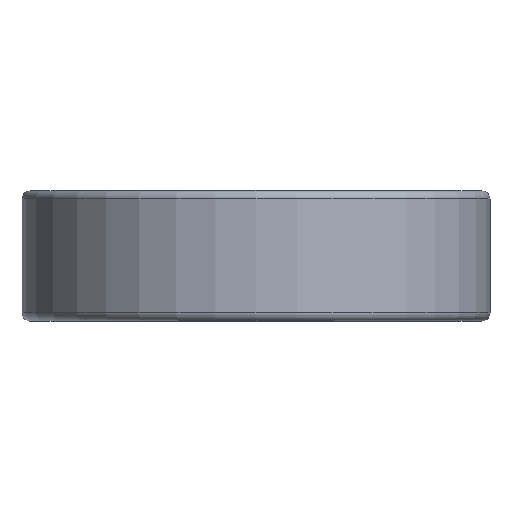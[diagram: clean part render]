
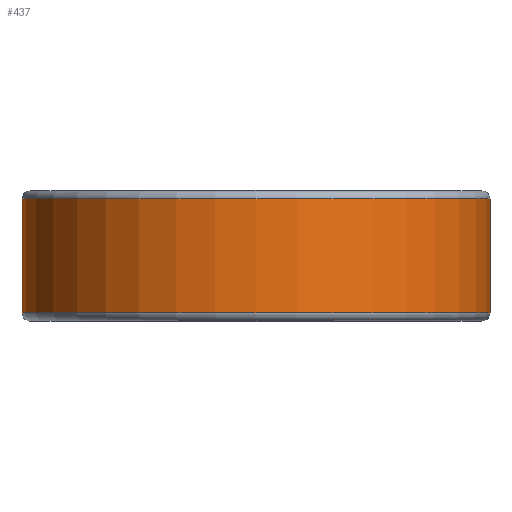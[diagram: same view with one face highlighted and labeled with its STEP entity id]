
A CAD part, top view. The second image highlights one B-rep face of the part: STEP entity #437.
In plain terms, the highlighted cylindrical face has radius 36.513 mm (diameter 73.025 mm), a full revolution.
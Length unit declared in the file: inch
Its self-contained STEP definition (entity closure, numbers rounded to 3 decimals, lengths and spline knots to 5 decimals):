
#73=CYLINDRICAL_SURFACE('',#482,1.4375);
#86=FACE_BOUND('',#144,.T.);
#108=FACE_OUTER_BOUND('',#143,.T.);
#143=EDGE_LOOP('',(#326));
#144=EDGE_LOOP('',(#327));
#198=CIRCLE('',#481,1.4375);
#199=CIRCLE('',#483,1.4375);
#231=VERTEX_POINT('',#706);
#232=VERTEX_POINT('',#709);
#272=EDGE_CURVE('',#231,#231,#198,.T.);
#273=EDGE_CURVE('',#232,#232,#199,.T.);
#326=ORIENTED_EDGE('',*,*,#273,.F.);
#327=ORIENTED_EDGE('',*,*,#272,.F.);
#437=ADVANCED_FACE('',(#108,#86),#73,.T.);
#481=AXIS2_PLACEMENT_3D('',#707,#552,#553);
#482=AXIS2_PLACEMENT_3D('',#708,#554,#555);
#483=AXIS2_PLACEMENT_3D('',#710,#556,#557);
#552=DIRECTION('center_axis',(0.,1.,0.));
#553=DIRECTION('ref_axis',(1.,0.,0.));
#554=DIRECTION('center_axis',(0.,-1.,0.));
#555=DIRECTION('ref_axis',(1.,0.,0.));
#556=DIRECTION('center_axis',(0.,-1.,0.));
#557=DIRECTION('ref_axis',(1.,0.,0.));
#706=CARTESIAN_POINT('',(-1.4375,-0.05,0.));
#707=CARTESIAN_POINT('Origin',(0.,-0.05,0.));
#708=CARTESIAN_POINT('Origin',(0.,0.,0.));
#709=CARTESIAN_POINT('',(-1.4375,-0.75,0.));
#710=CARTESIAN_POINT('Origin',(0.,-0.75,0.));
